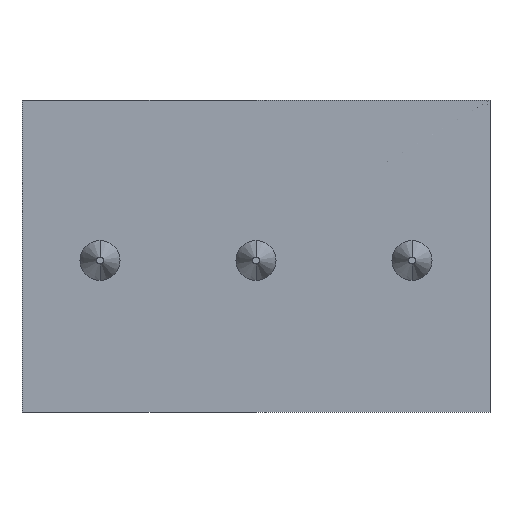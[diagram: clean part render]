
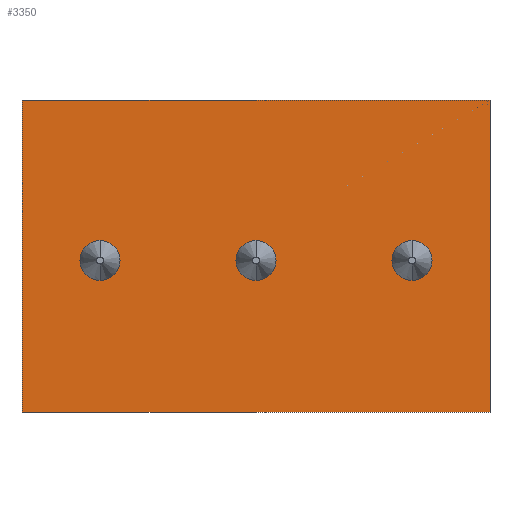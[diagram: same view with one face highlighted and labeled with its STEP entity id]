
A CAD part, front view. The second image highlights one B-rep face of the part: STEP entity #3350.
In plain terms, the highlighted planar face has unit normal (0, -1, 0).
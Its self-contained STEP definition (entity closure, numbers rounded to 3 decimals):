
#18 = CARTESIAN_POINT ( 'NONE',  ( 10.5, 0., 0. ) ) ;
#34 = DIRECTION ( 'NONE',  ( 0., -1., 0. ) ) ;
#37 = ORIENTED_EDGE ( 'NONE', *, *, #4070, .F. ) ;
#59 = VECTOR ( 'NONE', #2691, 1000. ) ;
#76 = DIRECTION ( 'NONE',  ( 0., 0., 1. ) ) ;
#170 = DIRECTION ( 'NONE',  ( 0., 0., 1. ) ) ;
#179 = CARTESIAN_POINT ( 'NONE',  ( 8.75, 0., -4.05 ) ) ;
#203 = CARTESIAN_POINT ( 'NONE',  ( 1.75, 0., -4.05 ) ) ;
#366 = ORIENTED_EDGE ( 'NONE', *, *, #3559, .T. ) ;
#384 = AXIS2_PLACEMENT_3D ( 'NONE', #3824, #1890, #4156 ) ;
#409 = PLANE ( 'NONE',  #1035 ) ;
#500 = FACE_BOUND ( 'NONE', #3607, .T. ) ;
#567 = CARTESIAN_POINT ( 'NONE',  ( 10.5, 0., -7. ) ) ;
#638 = AXIS2_PLACEMENT_3D ( 'NONE', #1938, #34, #2251 ) ;
#641 = VERTEX_POINT ( 'NONE', #567 ) ;
#753 = VERTEX_POINT ( 'NONE', #3496 ) ;
#786 = CARTESIAN_POINT ( 'NONE',  ( 0., 0., 0. ) ) ;
#894 = EDGE_LOOP ( 'NONE', ( #2461, #2321, #37, #366 ) ) ;
#991 = VECTOR ( 'NONE', #2188, 1000. ) ;
#1024 = EDGE_CURVE ( 'NONE', #3283, #753, #2206, .T. ) ;
#1035 = AXIS2_PLACEMENT_3D ( 'NONE', #1062, #3311, #1384 ) ;
#1062 = CARTESIAN_POINT ( 'NONE',  ( 10.5, 0., 0. ) ) ;
#1165 = ORIENTED_EDGE ( 'NONE', *, *, #1024, .F. ) ;
#1185 = ORIENTED_EDGE ( 'NONE', *, *, #3224, .F. ) ;
#1322 = CARTESIAN_POINT ( 'NONE',  ( 5.25, 0., -4.05 ) ) ;
#1336 = FACE_OUTER_BOUND ( 'NONE', #894, .T. ) ;
#1384 = DIRECTION ( 'NONE',  ( 0., 0., 1. ) ) ;
#1576 = ORIENTED_EDGE ( 'NONE', *, *, #3571, .F. ) ;
#1596 = CARTESIAN_POINT ( 'NONE',  ( 10.5, 0., 0. ) ) ;
#1609 = DIRECTION ( 'NONE',  ( 0., 0., -1. ) ) ;
#1637 = LINE ( 'NONE', #2091, #3245 ) ;
#1638 = CIRCLE ( 'NONE', #384, 0.45 ) ;
#1661 = CARTESIAN_POINT ( 'NONE',  ( 1.75, 0., -3.15 ) ) ;
#1683 = ORIENTED_EDGE ( 'NONE', *, *, #3307, .F. ) ;
#1696 = VERTEX_POINT ( 'NONE', #3177 ) ;
#1794 = CARTESIAN_POINT ( 'NONE',  ( 1.75, 0., -3.6 ) ) ;
#1829 = LINE ( 'NONE', #1874, #991 ) ;
#1867 = EDGE_LOOP ( 'NONE', ( #1683, #1165 ) ) ;
#1874 = CARTESIAN_POINT ( 'NONE',  ( 10.5, 0., -7. ) ) ;
#1878 = AXIS2_PLACEMENT_3D ( 'NONE', #1887, #4153, #2197 ) ;
#1881 = VERTEX_POINT ( 'NONE', #1661 ) ;
#1887 = CARTESIAN_POINT ( 'NONE',  ( 5.25, 0., -3.6 ) ) ;
#1890 = DIRECTION ( 'NONE',  ( 0., -1., 0. ) ) ;
#1938 = CARTESIAN_POINT ( 'NONE',  ( 8.75, 0., -3.6 ) ) ;
#1966 = DIRECTION ( 'NONE',  ( 0., -1., 0. ) ) ;
#2045 = DIRECTION ( 'NONE',  ( 0., -1., 0. ) ) ;
#2091 = CARTESIAN_POINT ( 'NONE',  ( 10.5, 0., 0. ) ) ;
#2100 = DIRECTION ( 'NONE',  ( 0., 0., 1. ) ) ;
#2188 = DIRECTION ( 'NONE',  ( -1., 0., 0. ) ) ;
#2197 = DIRECTION ( 'NONE',  ( 0., 0., 1. ) ) ;
#2206 = CIRCLE ( 'NONE', #1878, 0.45 ) ;
#2251 = DIRECTION ( 'NONE',  ( 0., 0., 1. ) ) ;
#2260 = EDGE_CURVE ( 'NONE', #641, #2542, #1829, .T. ) ;
#2291 = EDGE_CURVE ( 'NONE', #1696, #3483, #1638, .T. ) ;
#2310 = ORIENTED_EDGE ( 'NONE', *, *, #2812, .F. ) ;
#2321 = ORIENTED_EDGE ( 'NONE', *, *, #2260, .F. ) ;
#2387 = AXIS2_PLACEMENT_3D ( 'NONE', #3920, #1966, #76 ) ;
#2413 = DIRECTION ( 'NONE',  ( -1., 0., 0. ) ) ;
#2461 = ORIENTED_EDGE ( 'NONE', *, *, #2779, .T. ) ;
#2494 = CIRCLE ( 'NONE', #2926, 0.45 ) ;
#2522 = AXIS2_PLACEMENT_3D ( 'NONE', #1794, #4062, #2100 ) ;
#2542 = VERTEX_POINT ( 'NONE', #3187 ) ;
#2602 = LINE ( 'NONE', #786, #59 ) ;
#2606 = VERTEX_POINT ( 'NONE', #2887 ) ;
#2691 = DIRECTION ( 'NONE',  ( 0., 0., -1. ) ) ;
#2692 = CIRCLE ( 'NONE', #638, 0.45 ) ;
#2772 = VECTOR ( 'NONE', #1609, 1000. ) ;
#2779 = EDGE_CURVE ( 'NONE', #2606, #2542, #2602, .T. ) ;
#2812 = EDGE_CURVE ( 'NONE', #1881, #3569, #2494, .T. ) ;
#2887 = CARTESIAN_POINT ( 'NONE',  ( 0., 0., 0. ) ) ;
#2905 = EDGE_LOOP ( 'NONE', ( #3026, #1185 ) ) ;
#2926 = AXIS2_PLACEMENT_3D ( 'NONE', #4008, #2045, #170 ) ;
#3026 = ORIENTED_EDGE ( 'NONE', *, *, #2291, .F. ) ;
#3145 = CIRCLE ( 'NONE', #2387, 0.45 ) ;
#3177 = CARTESIAN_POINT ( 'NONE',  ( 8.75, 0., -3.15 ) ) ;
#3187 = CARTESIAN_POINT ( 'NONE',  ( 0., 0., -7. ) ) ;
#3224 = EDGE_CURVE ( 'NONE', #3483, #1696, #2692, .T. ) ;
#3245 = VECTOR ( 'NONE', #2413, 1000. ) ;
#3283 = VERTEX_POINT ( 'NONE', #1322 ) ;
#3307 = EDGE_CURVE ( 'NONE', #753, #3283, #3145, .T. ) ;
#3311 = DIRECTION ( 'NONE',  ( 0., 1., 0. ) ) ;
#3350 = ADVANCED_FACE ( 'NONE', ( #3909, #1336, #500, #3803 ), #409, .F. ) ;
#3352 = CIRCLE ( 'NONE', #2522, 0.45 ) ;
#3483 = VERTEX_POINT ( 'NONE', #179 ) ;
#3496 = CARTESIAN_POINT ( 'NONE',  ( 5.25, 0., -3.15 ) ) ;
#3559 = EDGE_CURVE ( 'NONE', #4063, #2606, #1637, .T. ) ;
#3569 = VERTEX_POINT ( 'NONE', #203 ) ;
#3571 = EDGE_CURVE ( 'NONE', #3569, #1881, #3352, .T. ) ;
#3607 = EDGE_LOOP ( 'NONE', ( #2310, #1576 ) ) ;
#3635 = LINE ( 'NONE', #18, #2772 ) ;
#3803 = FACE_BOUND ( 'NONE', #2905, .T. ) ;
#3824 = CARTESIAN_POINT ( 'NONE',  ( 8.75, 0., -3.6 ) ) ;
#3909 = FACE_BOUND ( 'NONE', #1867, .T. ) ;
#3920 = CARTESIAN_POINT ( 'NONE',  ( 5.25, 0., -3.6 ) ) ;
#4008 = CARTESIAN_POINT ( 'NONE',  ( 1.75, 0., -3.6 ) ) ;
#4062 = DIRECTION ( 'NONE',  ( 0., -1., 0. ) ) ;
#4063 = VERTEX_POINT ( 'NONE', #1596 ) ;
#4070 = EDGE_CURVE ( 'NONE', #4063, #641, #3635, .T. ) ;
#4153 = DIRECTION ( 'NONE',  ( 0., -1., 0. ) ) ;
#4156 = DIRECTION ( 'NONE',  ( 0., 0., 1. ) ) ;
